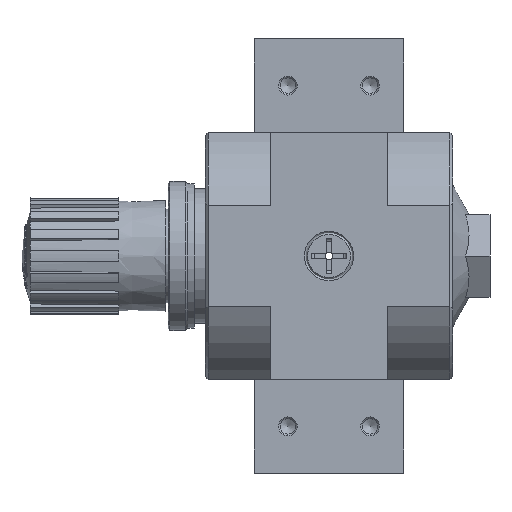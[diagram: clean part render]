
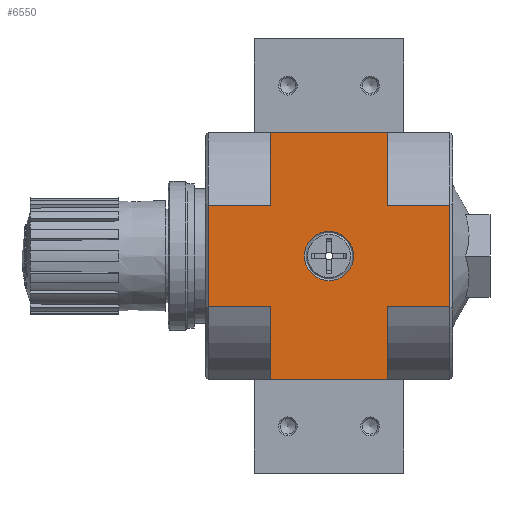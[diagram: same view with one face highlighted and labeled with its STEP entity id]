
A CAD part, left-side view. The second image highlights one B-rep face of the part: STEP entity #6550.
In plain terms, the highlighted face is planar.
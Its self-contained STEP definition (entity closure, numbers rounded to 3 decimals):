
#273=PLANE('',#7011);
#511=CIRCLE('',#7012,6.579);
#961=ORIENTED_EDGE('',*,*,#2318,.F.);
#962=ORIENTED_EDGE('',*,*,#2319,.T.);
#963=ORIENTED_EDGE('',*,*,#2320,.F.);
#964=ORIENTED_EDGE('',*,*,#2321,.T.);
#965=ORIENTED_EDGE('',*,*,#2322,.F.);
#966=ORIENTED_EDGE('',*,*,#2301,.F.);
#967=ORIENTED_EDGE('',*,*,#2323,.T.);
#968=ORIENTED_EDGE('',*,*,#2324,.T.);
#969=ORIENTED_EDGE('',*,*,#2325,.T.);
#970=ORIENTED_EDGE('',*,*,#2326,.T.);
#971=ORIENTED_EDGE('',*,*,#2327,.T.);
#972=ORIENTED_EDGE('',*,*,#2293,.F.);
#973=ORIENTED_EDGE('',*,*,#2328,.F.);
#2293=EDGE_CURVE('',#2954,#2947,#3397,.T.);
#2301=EDGE_CURVE('',#2961,#2962,#3402,.T.);
#2318=EDGE_CURVE('',#2975,#2975,#511,.T.);
#2319=EDGE_CURVE('',#2976,#2977,#3418,.F.);
#2320=EDGE_CURVE('',#2978,#2977,#3419,.T.);
#2321=EDGE_CURVE('',#2978,#2979,#3420,.T.);
#2322=EDGE_CURVE('',#2962,#2979,#3421,.T.);
#2323=EDGE_CURVE('',#2961,#2980,#3422,.T.);
#2324=EDGE_CURVE('',#2980,#2981,#3423,.T.);
#2325=EDGE_CURVE('',#2981,#2982,#3424,.T.);
#2326=EDGE_CURVE('',#2982,#2983,#3425,.F.);
#2327=EDGE_CURVE('',#2983,#2947,#3426,.T.);
#2328=EDGE_CURVE('',#2976,#2954,#3427,.T.);
#2947=VERTEX_POINT('',#9596);
#2954=VERTEX_POINT('',#9611);
#2961=VERTEX_POINT('',#9627);
#2962=VERTEX_POINT('',#9629);
#2975=VERTEX_POINT('',#9661);
#2976=VERTEX_POINT('',#9663);
#2977=VERTEX_POINT('',#9664);
#2978=VERTEX_POINT('',#9666);
#2979=VERTEX_POINT('',#9668);
#2980=VERTEX_POINT('',#9671);
#2981=VERTEX_POINT('',#9673);
#2982=VERTEX_POINT('',#9675);
#2983=VERTEX_POINT('',#9677);
#3397=LINE('',#9612,#3715);
#3402=LINE('',#9628,#3720);
#3418=LINE('',#9662,#3736);
#3419=LINE('',#9665,#3737);
#3420=LINE('',#9667,#3738);
#3421=LINE('',#9669,#3739);
#3422=LINE('',#9670,#3740);
#3423=LINE('',#9672,#3741);
#3424=LINE('',#9674,#3742);
#3425=LINE('',#9676,#3743);
#3426=LINE('',#9678,#3744);
#3427=LINE('',#9679,#3745);
#3715=VECTOR('',#7869,1000.);
#3720=VECTOR('',#7882,1000.);
#3736=VECTOR('',#7906,1000.);
#3737=VECTOR('',#7907,1000.);
#3738=VECTOR('',#7908,1000.);
#3739=VECTOR('',#7909,1000.);
#3740=VECTOR('',#7910,1000.);
#3741=VECTOR('',#7911,1000.);
#3742=VECTOR('',#7912,1000.);
#3743=VECTOR('',#7913,1000.);
#3744=VECTOR('',#7914,1000.);
#3745=VECTOR('',#7915,1000.);
#4040=EDGE_LOOP('',(#961));
#4041=EDGE_LOOP('',(#962,#963,#964,#965,#966,#967,#968,#969,#970,#971,#972,
#973));
#4524=FACE_BOUND('',#4040,.T.);
#4525=FACE_BOUND('',#4041,.T.);
#6550=ADVANCED_FACE('',(#4524,#4525),#273,.F.);
#7011=AXIS2_PLACEMENT_3D('',#9659,#7902,#7903);
#7012=AXIS2_PLACEMENT_3D('',#9660,#7904,#7905);
#7869=DIRECTION('',(0.,-1.,0.));
#7882=DIRECTION('',(0.,1.,0.));
#7902=DIRECTION('',(0.,0.,1.));
#7903=DIRECTION('',(1.,0.,0.));
#7904=DIRECTION('',(0.,0.,-1.));
#7905=DIRECTION('',(-1.,0.,0.));
#7906=DIRECTION('',(0.,-1.,0.));
#7907=DIRECTION('',(-1.,0.,0.));
#7908=DIRECTION('',(0.,-1.,0.));
#7909=DIRECTION('',(-1.,0.,0.));
#7910=DIRECTION('',(-1.,0.,0.));
#7911=DIRECTION('',(0.,-1.,0.));
#7912=DIRECTION('',(-1.,0.,0.));
#7913=DIRECTION('',(0.,-1.,0.));
#7914=DIRECTION('',(-1.,0.,0.));
#7915=DIRECTION('',(-1.,0.,0.));
#9596=CARTESIAN_POINT('',(-33.,-15.5,-33.));
#9611=CARTESIAN_POINT('',(-33.,15.5,-33.));
#9612=CARTESIAN_POINT('',(-33.,32.2,-33.));
#9627=CARTESIAN_POINT('',(33.,-15.5,-33.));
#9628=CARTESIAN_POINT('',(33.,-32.2,-33.));
#9629=CARTESIAN_POINT('',(33.,15.5,-33.));
#9659=CARTESIAN_POINT('',(0.,0.,-33.));
#9660=CARTESIAN_POINT('',(0.,0.,-33.));
#9661=CARTESIAN_POINT('',(-6.579,0.,-33.));
#9662=CARTESIAN_POINT('',(-13.619,50.5,-33.));
#9663=CARTESIAN_POINT('',(-13.619,15.5,-33.));
#9664=CARTESIAN_POINT('',(-13.619,32.2,-33.));
#9665=CARTESIAN_POINT('',(33.,32.2,-33.));
#9666=CARTESIAN_POINT('',(13.619,32.2,-33.));
#9667=CARTESIAN_POINT('',(13.619,50.5,-33.));
#9668=CARTESIAN_POINT('',(13.619,15.5,-33.));
#9669=CARTESIAN_POINT('',(0.,15.5,-33.));
#9670=CARTESIAN_POINT('',(0.,-15.5,-33.));
#9671=CARTESIAN_POINT('',(13.619,-15.5,-33.));
#9672=CARTESIAN_POINT('',(13.619,-15.5,-33.));
#9673=CARTESIAN_POINT('',(13.619,-32.2,-33.));
#9674=CARTESIAN_POINT('',(33.,-32.2,-33.));
#9675=CARTESIAN_POINT('',(-13.619,-32.2,-33.));
#9676=CARTESIAN_POINT('',(-13.619,-15.5,-33.));
#9677=CARTESIAN_POINT('',(-13.619,-15.5,-33.));
#9678=CARTESIAN_POINT('',(0.,-15.5,-33.));
#9679=CARTESIAN_POINT('',(0.,15.5,-33.));
